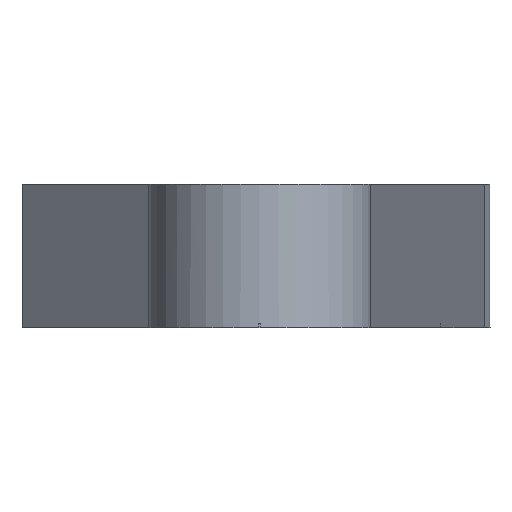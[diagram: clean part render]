
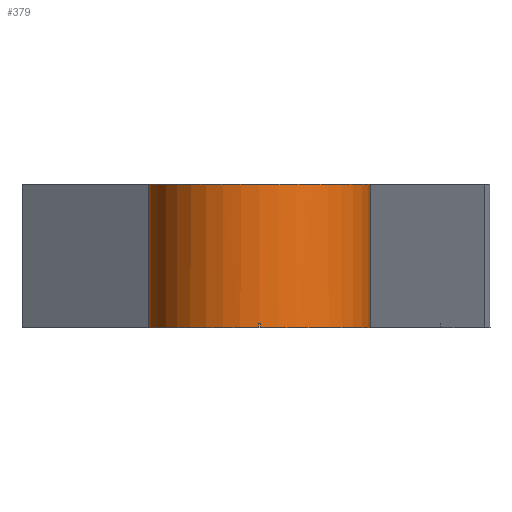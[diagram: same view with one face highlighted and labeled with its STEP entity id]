
A CAD part, front view. The second image highlights one B-rep face of the part: STEP entity #379.
In plain terms, the highlighted cylindrical face has radius 7 mm (diameter 14 mm), a partial arc.
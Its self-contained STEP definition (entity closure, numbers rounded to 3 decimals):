
#22 = VERTEX_POINT('',#23);
#23 = CARTESIAN_POINT('',(6.981,-0.509,
    0.));
#31 = EDGE_CURVE('',#22,#32,#34,.T.);
#32 = VERTEX_POINT('',#33);
#33 = CARTESIAN_POINT('',(0.05,-7.,
    0.));
#34 = CIRCLE('',#35,7.);
#35 = AXIS2_PLACEMENT_3D('',#36,#37,#38);
#36 = CARTESIAN_POINT('',(0.,0.,0.));
#37 = DIRECTION('',(0.,0.,-1.));
#38 = DIRECTION('',(0.,1.,0.));
#91 = VERTEX_POINT('',#92);
#92 = CARTESIAN_POINT('',(-0.05,-7.,
    0.));
#98 = EDGE_CURVE('',#91,#99,#101,.T.);
#99 = VERTEX_POINT('',#100);
#100 = CARTESIAN_POINT('',(-6.981,-0.509,
    0.));
#101 = CIRCLE('',#102,7.);
#102 = AXIS2_PLACEMENT_3D('',#103,#104,#105);
#103 = CARTESIAN_POINT('',(0.,0.,0.));
#104 = DIRECTION('',(0.,0.,-1.));
#105 = DIRECTION('',(0.,1.,0.));
#329 = EDGE_CURVE('',#22,#330,#332,.T.);
#330 = VERTEX_POINT('',#331);
#331 = CARTESIAN_POINT('',(6.981,-0.509,9.));
#332 = LINE('',#333,#334);
#333 = CARTESIAN_POINT('',(6.981,-0.509,
    0.));
#334 = VECTOR('',#335,1.);
#335 = DIRECTION('',(0.,0.,1.));
#379 = ADVANCED_FACE('',(#380),#423,.T.);
#380 = FACE_BOUND('',#381,.T.);
#381 = EDGE_LOOP('',(#382,#383,#384,#393,#399,#400,#408,#417));
#382 = ORIENTED_EDGE('',*,*,#31,.F.);
#383 = ORIENTED_EDGE('',*,*,#329,.T.);
#384 = ORIENTED_EDGE('',*,*,#385,.T.);
#385 = EDGE_CURVE('',#330,#386,#388,.T.);
#386 = VERTEX_POINT('',#387);
#387 = CARTESIAN_POINT('',(-6.981,-0.509,9.));
#388 = CIRCLE('',#389,7.);
#389 = AXIS2_PLACEMENT_3D('',#390,#391,#392);
#390 = CARTESIAN_POINT('',(0.,0.,9.));
#391 = DIRECTION('',(0.,0.,-1.));
#392 = DIRECTION('',(0.,1.,0.));
#393 = ORIENTED_EDGE('',*,*,#394,.F.);
#394 = EDGE_CURVE('',#99,#386,#395,.T.);
#395 = LINE('',#396,#397);
#396 = CARTESIAN_POINT('',(-6.981,-0.509,
    0.));
#397 = VECTOR('',#398,1.);
#398 = DIRECTION('',(0.,0.,1.));
#399 = ORIENTED_EDGE('',*,*,#98,.F.);
#400 = ORIENTED_EDGE('',*,*,#401,.F.);
#401 = EDGE_CURVE('',#402,#91,#404,.T.);
#402 = VERTEX_POINT('',#403);
#403 = CARTESIAN_POINT('',(-0.05,-7.,0.25));
#404 = LINE('',#405,#406);
#405 = CARTESIAN_POINT('',(-0.05,-7.,0.));
#406 = VECTOR('',#407,1.);
#407 = DIRECTION('',(0.,0.,-1.));
#408 = ORIENTED_EDGE('',*,*,#409,.F.);
#409 = EDGE_CURVE('',#410,#402,#412,.T.);
#410 = VERTEX_POINT('',#411);
#411 = CARTESIAN_POINT('',(0.05,-7.,0.25));
#412 = CIRCLE('',#413,7.);
#413 = AXIS2_PLACEMENT_3D('',#414,#415,#416);
#414 = CARTESIAN_POINT('',(0.,0.,0.25));
#415 = DIRECTION('',(0.,0.,-1.));
#416 = DIRECTION('',(0.,1.,0.));
#417 = ORIENTED_EDGE('',*,*,#418,.T.);
#418 = EDGE_CURVE('',#410,#32,#419,.T.);
#419 = LINE('',#420,#421);
#420 = CARTESIAN_POINT('',(0.05,-7.,0.));
#421 = VECTOR('',#422,1.);
#422 = DIRECTION('',(0.,0.,-1.));
#423 = CYLINDRICAL_SURFACE('',#424,7.);
#424 = AXIS2_PLACEMENT_3D('',#425,#426,#427);
#425 = CARTESIAN_POINT('',(0.,0.,0.));
#426 = DIRECTION('',(0.,0.,-1.));
#427 = DIRECTION('',(0.,1.,0.));
